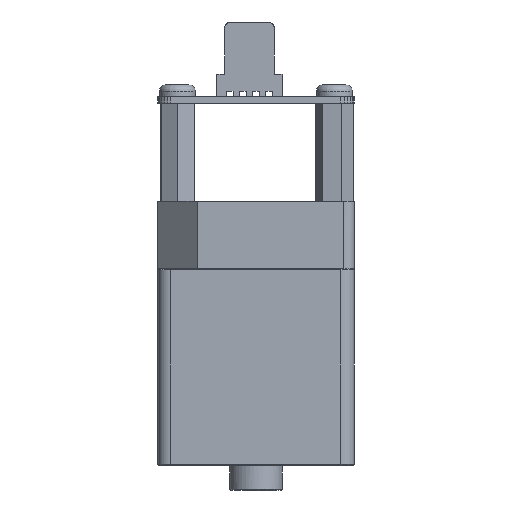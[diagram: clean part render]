
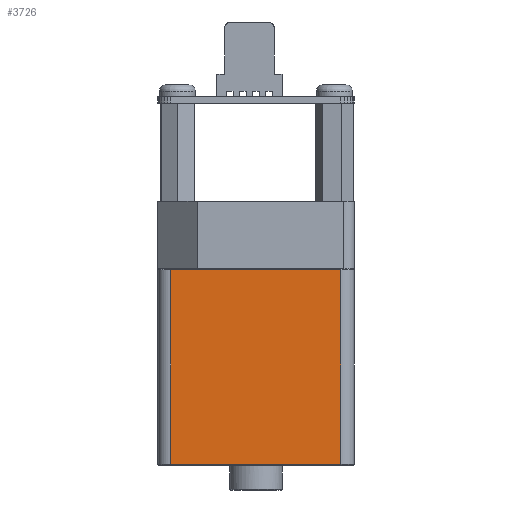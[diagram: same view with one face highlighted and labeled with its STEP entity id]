
A CAD part, left-side view. The second image highlights one B-rep face of the part: STEP entity #3726.
In plain terms, the highlighted free-form (B-spline) face has degree [1, 1] with [2, 2] control points.
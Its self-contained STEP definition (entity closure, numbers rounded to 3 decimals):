
#3297=CARTESIAN_POINT('',(-15.,-13.,29.9));
#3298=VERTEX_POINT('',#3297);
#3606=CARTESIAN_POINT('',(-15.,13.,29.9));
#3607=VERTEX_POINT('',#3606);
#3665=CARTESIAN_POINT('',(-15.,13.,29.9));
#3666=CARTESIAN_POINT('',(-15.,12.484,29.9));
#3667=CARTESIAN_POINT('',(-15.,11.415,29.9));
#3668=CARTESIAN_POINT('',(-15.,10.23,29.9));
#3669=CARTESIAN_POINT('',(-15.,8.649,29.9));
#3670=CARTESIAN_POINT('',(-15.,5.384,29.9));
#3671=CARTESIAN_POINT('',(-15.,0.257,29.9));
#3672=CARTESIAN_POINT('',(-15.,-4.425,29.9));
#3673=CARTESIAN_POINT('',(-15.,-7.547,29.9));
#3674=CARTESIAN_POINT('',(-15.,-9.627,29.9));
#3675=CARTESIAN_POINT('',(-15.,-11.015,29.9));
#3676=CARTESIAN_POINT('',(-15.,-11.94,29.9));
#3677=CARTESIAN_POINT('',(-15.,-12.655,29.9));
#3678=CARTESIAN_POINT('',(-15.,-13.,29.9));
#3679=B_SPLINE_CURVE_WITH_KNOTS('',2,(#3665,#3666,#3667,#3668,#3669,#3670,#3671,#3672,#3673,#3674,#3675,#3676,#3677,#3678),.UNSPECIFIED.,.F.,.U.,(3,1,1,1,1,1,1,1,1,1,1,1,3),(0.006,0.045,0.088,0.136,0.208,0.386,0.601,0.744,0.839,0.903,0.945,0.974,1.),.UNSPECIFIED.);
#3680=EDGE_CURVE('',#3607,#3298,#3679,.T.);
#3687=CARTESIAN_POINT('',(-15.,15.9,-0.9));
#3688=CARTESIAN_POINT('',(-15.,15.9,30.9));
#3689=CARTESIAN_POINT('',(-15.,-15.9,-0.9));
#3690=CARTESIAN_POINT('',(-15.,-15.9,30.9));
#3691=B_SPLINE_SURFACE_WITH_KNOTS('',1,1,((#3687,#3688),(#3689,#3690)),.PLANE_SURF.,.F.,.F.,.U.,(2,2),(2,2),(0.,1.),(0.,1.),.UNSPECIFIED.);
#3692=CARTESIAN_POINT('',(-15.,13.,0.1));
#3693=VERTEX_POINT('',#3692);
#3694=CARTESIAN_POINT('',(-15.,-13.,0.1));
#3695=VERTEX_POINT('',#3694);
#3696=CARTESIAN_POINT('',(-15.,13.,0.1));
#3697=CARTESIAN_POINT('',(-15.,12.484,0.1));
#3698=CARTESIAN_POINT('',(-15.,11.415,0.1));
#3699=CARTESIAN_POINT('',(-15.,10.23,0.1));
#3700=CARTESIAN_POINT('',(-15.,8.649,0.1));
#3701=CARTESIAN_POINT('',(-15.,5.384,0.1));
#3702=CARTESIAN_POINT('',(-15.,0.257,0.1));
#3703=CARTESIAN_POINT('',(-15.,-4.425,0.1));
#3704=CARTESIAN_POINT('',(-15.,-7.547,0.1));
#3705=CARTESIAN_POINT('',(-15.,-9.627,0.1));
#3706=CARTESIAN_POINT('',(-15.,-11.015,0.1));
#3707=CARTESIAN_POINT('',(-15.,-11.94,0.1));
#3708=CARTESIAN_POINT('',(-15.,-12.655,0.1));
#3709=CARTESIAN_POINT('',(-15.,-13.,0.1));
#3710=B_SPLINE_CURVE_WITH_KNOTS('',2,(#3696,#3697,#3698,#3699,#3700,#3701,#3702,#3703,#3704,#3705,#3706,#3707,#3708,#3709),.UNSPECIFIED.,.F.,.U.,(3,1,1,1,1,1,1,1,1,1,1,1,3),(0.006,0.045,0.088,0.136,0.208,0.386,0.601,0.744,0.839,0.903,0.945,0.974,1.),.UNSPECIFIED.);
#3711=EDGE_CURVE('',#3693,#3695,#3710,.T.);
#3712=ORIENTED_EDGE('',*,*,#3711,.T.);
#3713=CARTESIAN_POINT('',(-15.,-13.,0.1));
#3714=CARTESIAN_POINT('',(-15.,-13.,29.9));
#3715=B_SPLINE_CURVE_WITH_KNOTS('',1,(#3713,#3714),.POLYLINE_FORM.,.F.,.U.,(2,2),(0.031,0.969),.UNSPECIFIED.);
#3716=EDGE_CURVE('',#3695,#3298,#3715,.T.);
#3717=ORIENTED_EDGE('',*,*,#3716,.T.);
#3718=ORIENTED_EDGE('',*,*,#3680,.F.);
#3719=CARTESIAN_POINT('',(-15.,13.,29.9));
#3720=CARTESIAN_POINT('',(-15.,13.,0.1));
#3721=B_SPLINE_CURVE_WITH_KNOTS('',1,(#3719,#3720),.POLYLINE_FORM.,.F.,.U.,(2,2),(0.031,0.969),.UNSPECIFIED.);
#3722=EDGE_CURVE('',#3607,#3693,#3721,.T.);
#3723=ORIENTED_EDGE('',*,*,#3722,.T.);
#3724=EDGE_LOOP('',(#3712,#3717,#3718,#3723));
#3725=FACE_OUTER_BOUND('',#3724,.T.);
#3726=ADVANCED_FACE('',(#3725),#3691,.T.);
